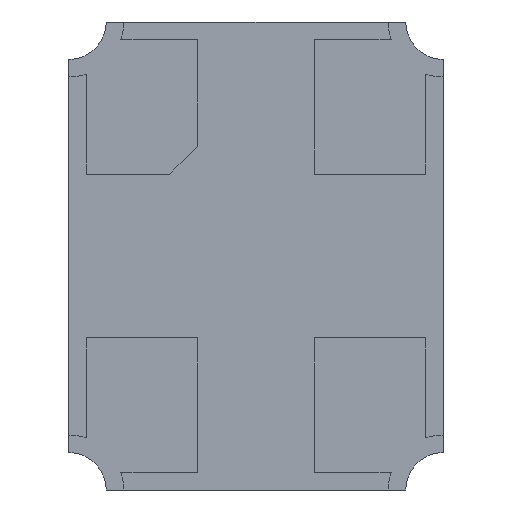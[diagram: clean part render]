
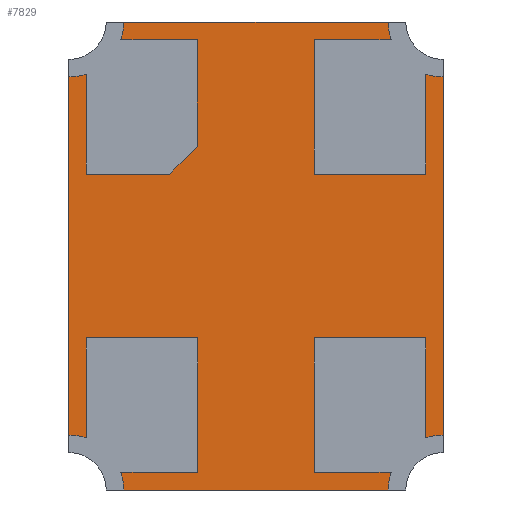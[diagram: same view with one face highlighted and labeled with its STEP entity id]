
A CAD part, front view. The second image highlights one B-rep face of the part: STEP entity #7829.
In plain terms, the highlighted planar face has unit normal (0, -1, 0).
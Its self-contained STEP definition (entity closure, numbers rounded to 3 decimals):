
#1058=FACE_OUTER_BOUND('',#1502,.T.);
#1502=EDGE_LOOP('',(#6881,#6882,#6883,#6884,#6885,#6886,#6887,#6888,#6889,
#6890,#6891,#6892,#6893,#6894,#6895,#6896,#6897,#6898,#6899,#6900,#6901,
#6902,#6903,#6904,#6905,#6906,#6907,#6908,#6909));
#1661=CIRCLE('',#8189,0.235);
#1662=CIRCLE('',#8190,0.235);
#1663=CIRCLE('',#8191,0.235);
#1664=CIRCLE('',#8192,0.235);
#1665=CIRCLE('',#8193,0.235);
#1666=CIRCLE('',#8194,0.235);
#1667=CIRCLE('',#8195,0.235);
#1668=CIRCLE('',#8196,0.235);
#2207=LINE('',#14853,#2879);
#2211=LINE('',#14863,#2883);
#2219=LINE('',#14880,#2891);
#2227=LINE('',#14897,#2899);
#2232=LINE('',#14911,#2904);
#2233=LINE('',#14913,#2905);
#2234=LINE('',#14915,#2906);
#2235=LINE('',#14917,#2907);
#2236=LINE('',#14922,#2908);
#2237=LINE('',#14924,#2909);
#2238=LINE('',#14926,#2910);
#2239=LINE('',#14928,#2911);
#2240=LINE('',#14930,#2912);
#2241=LINE('',#14935,#2913);
#2242=LINE('',#14937,#2914);
#2243=LINE('',#14939,#2915);
#2244=LINE('',#14941,#2916);
#2245=LINE('',#14946,#2917);
#2246=LINE('',#14948,#2918);
#2247=LINE('',#14950,#2919);
#2248=LINE('',#14951,#2920);
#2879=VECTOR('',#9291,1000.);
#2883=VECTOR('',#9297,1000.);
#2891=VECTOR('',#9307,1000.);
#2899=VECTOR('',#9317,1000.);
#2904=VECTOR('',#9328,1000.);
#2905=VECTOR('',#9329,1000.);
#2906=VECTOR('',#9330,1000.);
#2907=VECTOR('',#9331,1000.);
#2908=VECTOR('',#9336,1000.);
#2909=VECTOR('',#9337,1000.);
#2910=VECTOR('',#9338,1000.);
#2911=VECTOR('',#9339,1000.);
#2912=VECTOR('',#9340,1000.);
#2913=VECTOR('',#9345,1000.);
#2914=VECTOR('',#9346,1000.);
#2915=VECTOR('',#9347,1000.);
#2916=VECTOR('',#9348,1000.);
#2917=VECTOR('',#9353,1000.);
#2918=VECTOR('',#9354,1000.);
#2919=VECTOR('',#9355,1000.);
#2920=VECTOR('',#9356,1000.);
#3652=VERTEX_POINT('',#14839);
#3658=VERTEX_POINT('',#14851);
#3662=VERTEX_POINT('',#14860);
#3663=VERTEX_POINT('',#14862);
#3670=VERTEX_POINT('',#14877);
#3671=VERTEX_POINT('',#14879);
#3678=VERTEX_POINT('',#14894);
#3679=VERTEX_POINT('',#14896);
#3683=VERTEX_POINT('',#14906);
#3684=VERTEX_POINT('',#14908);
#3685=VERTEX_POINT('',#14910);
#3686=VERTEX_POINT('',#14912);
#3687=VERTEX_POINT('',#14914);
#3688=VERTEX_POINT('',#14916);
#3689=VERTEX_POINT('',#14919);
#3690=VERTEX_POINT('',#14921);
#3691=VERTEX_POINT('',#14923);
#3692=VERTEX_POINT('',#14925);
#3693=VERTEX_POINT('',#14927);
#3694=VERTEX_POINT('',#14929);
#3695=VERTEX_POINT('',#14932);
#3696=VERTEX_POINT('',#14934);
#3697=VERTEX_POINT('',#14936);
#3698=VERTEX_POINT('',#14938);
#3699=VERTEX_POINT('',#14940);
#3700=VERTEX_POINT('',#14943);
#3701=VERTEX_POINT('',#14945);
#3702=VERTEX_POINT('',#14947);
#3703=VERTEX_POINT('',#14949);
#4749=EDGE_CURVE('',#3658,#3652,#2207,.T.);
#4753=EDGE_CURVE('',#3662,#3663,#2211,.T.);
#4761=EDGE_CURVE('',#3670,#3671,#2219,.T.);
#4769=EDGE_CURVE('',#3678,#3679,#2227,.T.);
#4774=EDGE_CURVE('',#3652,#3683,#1661,.T.);
#4775=EDGE_CURVE('',#3684,#3658,#1662,.T.);
#4776=EDGE_CURVE('',#3685,#3684,#2232,.T.);
#4777=EDGE_CURVE('',#3686,#3685,#2233,.T.);
#4778=EDGE_CURVE('',#3687,#3686,#2234,.T.);
#4779=EDGE_CURVE('',#3688,#3687,#2235,.T.);
#4780=EDGE_CURVE('',#3679,#3688,#1663,.T.);
#4781=EDGE_CURVE('',#3689,#3678,#1664,.T.);
#4782=EDGE_CURVE('',#3690,#3689,#2236,.T.);
#4783=EDGE_CURVE('',#3691,#3690,#2237,.T.);
#4784=EDGE_CURVE('',#3691,#3692,#2238,.T.);
#4785=EDGE_CURVE('',#3693,#3692,#2239,.T.);
#4786=EDGE_CURVE('',#3694,#3693,#2240,.T.);
#4787=EDGE_CURVE('',#3671,#3694,#1665,.T.);
#4788=EDGE_CURVE('',#3695,#3670,#1666,.T.);
#4789=EDGE_CURVE('',#3696,#3695,#2241,.T.);
#4790=EDGE_CURVE('',#3697,#3696,#2242,.T.);
#4791=EDGE_CURVE('',#3698,#3697,#2243,.T.);
#4792=EDGE_CURVE('',#3699,#3698,#2244,.T.);
#4793=EDGE_CURVE('',#3663,#3699,#1667,.T.);
#4794=EDGE_CURVE('',#3700,#3662,#1668,.T.);
#4795=EDGE_CURVE('',#3701,#3700,#2245,.T.);
#4796=EDGE_CURVE('',#3702,#3701,#2246,.T.);
#4797=EDGE_CURVE('',#3703,#3702,#2247,.T.);
#4798=EDGE_CURVE('',#3683,#3703,#2248,.T.);
#6881=ORIENTED_EDGE('',*,*,#4774,.F.);
#6882=ORIENTED_EDGE('',*,*,#4749,.F.);
#6883=ORIENTED_EDGE('',*,*,#4775,.F.);
#6884=ORIENTED_EDGE('',*,*,#4776,.F.);
#6885=ORIENTED_EDGE('',*,*,#4777,.F.);
#6886=ORIENTED_EDGE('',*,*,#4778,.F.);
#6887=ORIENTED_EDGE('',*,*,#4779,.F.);
#6888=ORIENTED_EDGE('',*,*,#4780,.F.);
#6889=ORIENTED_EDGE('',*,*,#4769,.F.);
#6890=ORIENTED_EDGE('',*,*,#4781,.F.);
#6891=ORIENTED_EDGE('',*,*,#4782,.F.);
#6892=ORIENTED_EDGE('',*,*,#4783,.F.);
#6893=ORIENTED_EDGE('',*,*,#4784,.T.);
#6894=ORIENTED_EDGE('',*,*,#4785,.F.);
#6895=ORIENTED_EDGE('',*,*,#4786,.F.);
#6896=ORIENTED_EDGE('',*,*,#4787,.F.);
#6897=ORIENTED_EDGE('',*,*,#4761,.F.);
#6898=ORIENTED_EDGE('',*,*,#4788,.F.);
#6899=ORIENTED_EDGE('',*,*,#4789,.F.);
#6900=ORIENTED_EDGE('',*,*,#4790,.F.);
#6901=ORIENTED_EDGE('',*,*,#4791,.F.);
#6902=ORIENTED_EDGE('',*,*,#4792,.F.);
#6903=ORIENTED_EDGE('',*,*,#4793,.F.);
#6904=ORIENTED_EDGE('',*,*,#4753,.F.);
#6905=ORIENTED_EDGE('',*,*,#4794,.F.);
#6906=ORIENTED_EDGE('',*,*,#4795,.F.);
#6907=ORIENTED_EDGE('',*,*,#4796,.F.);
#6908=ORIENTED_EDGE('',*,*,#4797,.F.);
#6909=ORIENTED_EDGE('',*,*,#4798,.F.);
#7431=PLANE('',#8188);
#7829=ADVANCED_FACE('',(#1058),#7431,.T.);
#8188=AXIS2_PLACEMENT_3D('',#14905,#9322,#9323);
#8189=AXIS2_PLACEMENT_3D('',#14907,#9324,#9325);
#8190=AXIS2_PLACEMENT_3D('',#14909,#9326,#9327);
#8191=AXIS2_PLACEMENT_3D('',#14918,#9332,#9333);
#8192=AXIS2_PLACEMENT_3D('',#14920,#9334,#9335);
#8193=AXIS2_PLACEMENT_3D('',#14931,#9341,#9342);
#8194=AXIS2_PLACEMENT_3D('',#14933,#9343,#9344);
#8195=AXIS2_PLACEMENT_3D('',#14942,#9349,#9350);
#8196=AXIS2_PLACEMENT_3D('',#14944,#9351,#9352);
#9291=DIRECTION('',(0.,0.,-1.));
#9297=DIRECTION('',(-1.,0.,0.));
#9307=DIRECTION('',(0.,0.,1.));
#9317=DIRECTION('',(1.,0.,0.));
#9322=DIRECTION('center_axis',(0.,-1.,0.));
#9323=DIRECTION('ref_axis',(0.,0.,-1.));
#9324=DIRECTION('center_axis',(0.,-1.,0.));
#9325=DIRECTION('ref_axis',(0.,0.,1.));
#9326=DIRECTION('center_axis',(0.,-1.,0.));
#9327=DIRECTION('ref_axis',(0.,0.,-1.));
#9328=DIRECTION('',(0.,0.,1.));
#9329=DIRECTION('',(1.,0.,0.));
#9330=DIRECTION('',(0.,0.,-1.));
#9331=DIRECTION('',(-1.,0.,0.));
#9332=DIRECTION('center_axis',(0.,-1.,0.));
#9333=DIRECTION('ref_axis',(0.,0.,1.));
#9334=DIRECTION('center_axis',(0.,-1.,0.));
#9335=DIRECTION('ref_axis',(0.,0.,-1.));
#9336=DIRECTION('',(-1.,0.,0.));
#9337=DIRECTION('',(0.,0.,1.));
#9338=DIRECTION('',(-0.707,0.,-0.707));
#9339=DIRECTION('',(1.,0.,0.));
#9340=DIRECTION('',(0.,0.,-1.));
#9341=DIRECTION('center_axis',(0.,-1.,0.));
#9342=DIRECTION('ref_axis',(0.,0.,1.));
#9343=DIRECTION('center_axis',(0.,-1.,0.));
#9344=DIRECTION('ref_axis',(0.,0.,-1.));
#9345=DIRECTION('',(0.,0.,-1.));
#9346=DIRECTION('',(-1.,0.,0.));
#9347=DIRECTION('',(0.,0.,1.));
#9348=DIRECTION('',(1.,0.,0.));
#9349=DIRECTION('center_axis',(0.,-1.,0.));
#9350=DIRECTION('ref_axis',(0.,0.,1.));
#9351=DIRECTION('center_axis',(0.,-1.,0.));
#9352=DIRECTION('ref_axis',(0.,0.,-1.));
#9353=DIRECTION('',(1.,0.,0.));
#9354=DIRECTION('',(0.,0.,-1.));
#9355=DIRECTION('',(-1.,0.,0.));
#9356=DIRECTION('',(0.,0.,1.));
#14839=CARTESIAN_POINT('',(0.8,0.,-0.765));
#14851=CARTESIAN_POINT('',(0.8,0.,0.765));
#14853=CARTESIAN_POINT('',(0.8,0.,1.));
#14860=CARTESIAN_POINT('',(0.565,0.,-1.));
#14862=CARTESIAN_POINT('',(-0.565,0.,-1.));
#14863=CARTESIAN_POINT('',(-0.8,0.,-1.));
#14877=CARTESIAN_POINT('',(-0.8,0.,-0.765));
#14879=CARTESIAN_POINT('',(-0.8,0.,0.765));
#14880=CARTESIAN_POINT('',(-0.8,0.,1.));
#14894=CARTESIAN_POINT('',(-0.565,0.,1.));
#14896=CARTESIAN_POINT('',(0.565,0.,1.));
#14897=CARTESIAN_POINT('',(-0.8,0.,1.));
#14905=CARTESIAN_POINT('Origin',(0.,0.,0.));
#14906=CARTESIAN_POINT('',(0.725,0.,-0.777));
#14907=CARTESIAN_POINT('Origin',(0.8,0.,-1.));
#14908=CARTESIAN_POINT('',(0.725,0.,0.777));
#14909=CARTESIAN_POINT('Origin',(0.8,0.,1.));
#14910=CARTESIAN_POINT('',(0.725,0.,0.35));
#14911=CARTESIAN_POINT('',(0.725,0.,0.777));
#14912=CARTESIAN_POINT('',(0.25,0.,0.35));
#14913=CARTESIAN_POINT('',(0.725,0.,0.35));
#14914=CARTESIAN_POINT('',(0.25,0.,0.925));
#14915=CARTESIAN_POINT('',(0.25,0.,0.35));
#14916=CARTESIAN_POINT('',(0.577,0.,0.925));
#14917=CARTESIAN_POINT('',(0.25,0.,0.925));
#14918=CARTESIAN_POINT('Origin',(0.8,0.,1.));
#14919=CARTESIAN_POINT('',(-0.577,0.,0.925));
#14920=CARTESIAN_POINT('Origin',(-0.8,0.,1.));
#14921=CARTESIAN_POINT('',(-0.25,0.,0.925));
#14922=CARTESIAN_POINT('',(-0.25,0.,0.925));
#14923=CARTESIAN_POINT('',(-0.25,0.,0.469));
#14924=CARTESIAN_POINT('',(-0.25,0.,0.35));
#14925=CARTESIAN_POINT('',(-0.369,0.,0.35));
#14926=CARTESIAN_POINT('',(-0.25,0.,0.469));
#14927=CARTESIAN_POINT('',(-0.725,0.,0.35));
#14928=CARTESIAN_POINT('',(-0.725,0.,0.35));
#14929=CARTESIAN_POINT('',(-0.725,0.,0.777));
#14930=CARTESIAN_POINT('',(-0.725,0.,0.777));
#14931=CARTESIAN_POINT('Origin',(-0.8,0.,1.));
#14932=CARTESIAN_POINT('',(-0.725,0.,-0.777));
#14933=CARTESIAN_POINT('Origin',(-0.8,0.,-1.));
#14934=CARTESIAN_POINT('',(-0.725,0.,-0.35));
#14935=CARTESIAN_POINT('',(-0.725,0.,-0.777));
#14936=CARTESIAN_POINT('',(-0.25,0.,-0.35));
#14937=CARTESIAN_POINT('',(-0.725,0.,-0.35));
#14938=CARTESIAN_POINT('',(-0.25,0.,-0.925));
#14939=CARTESIAN_POINT('',(-0.25,0.,-0.35));
#14940=CARTESIAN_POINT('',(-0.577,0.,-0.925));
#14941=CARTESIAN_POINT('',(-0.25,0.,-0.925));
#14942=CARTESIAN_POINT('Origin',(-0.8,0.,-1.));
#14943=CARTESIAN_POINT('',(0.577,0.,-0.925));
#14944=CARTESIAN_POINT('Origin',(0.8,0.,-1.));
#14945=CARTESIAN_POINT('',(0.25,0.,-0.925));
#14946=CARTESIAN_POINT('',(0.25,0.,-0.925));
#14947=CARTESIAN_POINT('',(0.25,0.,-0.35));
#14948=CARTESIAN_POINT('',(0.25,0.,-0.35));
#14949=CARTESIAN_POINT('',(0.725,0.,-0.35));
#14950=CARTESIAN_POINT('',(0.725,0.,-0.35));
#14951=CARTESIAN_POINT('',(0.725,0.,-0.777));
